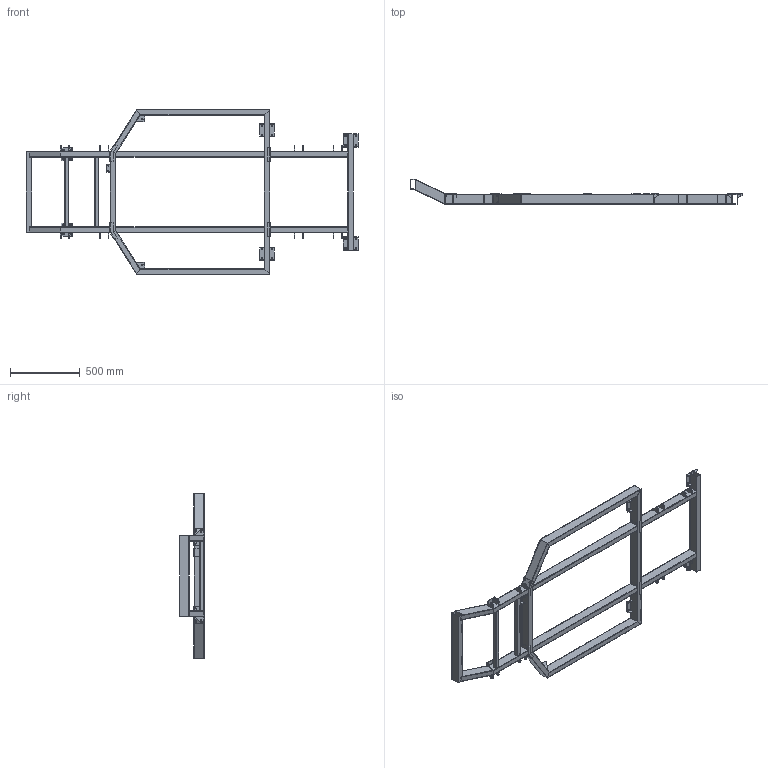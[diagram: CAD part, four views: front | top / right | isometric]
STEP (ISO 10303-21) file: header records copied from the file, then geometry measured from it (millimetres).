
FILE_DESCRIPTION(/* description */ (''),/* implementation_level */ '2;1');
FILE_NAME(/* name */ 'P1-Base',/* time_stamp */ '2017-08-10T15:32:28+02:00',/* author */ (''),/* organization */ (''),/* preprocessor_version */ 'ST-DEVELOPER v15',/* originating_system */ '',/* authorisation */ '');
FILE_SCHEMA (('CONFIG_CONTROL_DESIGN'));
Length unit declared in the file: millimetre
Products named in the file (1): Document
Bounding box: 2380.58 x 178.9 x 1184 mm (x, y, z)
Volume: 5111856.3 mm3; surface area: 4842697.7 mm2
Topology: 55 solids, 55 shells, 1224 faces, 3126 edges, 2008 vertices
Faces by surface type: plane 730, bspline 494
Entity records: 40994 total; most frequent: CARTESIAN_POINT 20744, ORIENTED_EDGE 6252, EDGE_CURVE 3126, B_SPLINE_CURVE_WITH_KNOTS 2292, VERTEX_POINT 2008, EDGE_LOOP 1464, ADVANCED_FACE 1224, FACE_OUTER_BOUND 1224
